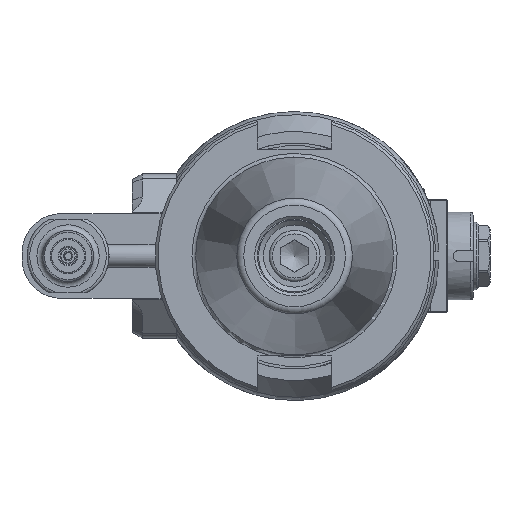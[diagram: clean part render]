
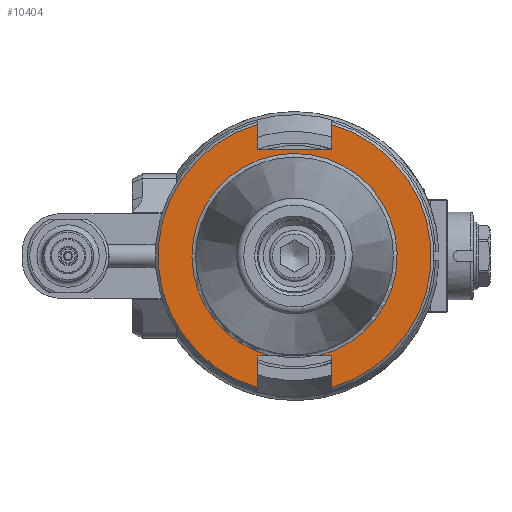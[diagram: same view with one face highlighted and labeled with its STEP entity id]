
A CAD part, left-side view. The second image highlights one B-rep face of the part: STEP entity #10404.
In plain terms, the highlighted planar face has unit normal (-1, 0, 0).
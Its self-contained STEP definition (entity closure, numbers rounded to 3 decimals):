
#531=PLANE('',#11254);
#1089=FACE_OUTER_BOUND('',#1750,.T.);
#1750=EDGE_LOOP('',(#8025,#8026,#8027,#8028,#8029,#8030,#8031,#8032,#8033,
#8034,#8035));
#2389=CIRCLE('',#11255,48.225);
#2390=CIRCLE('',#11256,48.225);
#2391=CIRCLE('',#11257,36.225);
#2392=CIRCLE('',#11258,36.225);
#3070=LINE('',#57565,#3813);
#3073=LINE('',#57583,#3816);
#3085=LINE('',#57628,#3828);
#3086=LINE('',#57633,#3829);
#3087=LINE('',#57636,#3830);
#3088=LINE('',#57640,#3831);
#3089=LINE('',#57642,#3832);
#3813=VECTOR('',#12979,8.734);
#3816=VECTOR('',#12994,11.147);
#3828=VECTOR('',#13040,25.908);
#3829=VECTOR('',#13045,4.846);
#3830=VECTOR('',#13048,8.734);
#3831=VECTOR('',#13051,11.147);
#3832=VECTOR('',#13052,4.846);
#4645=VERTEX_POINT('',#57562);
#4646=VERTEX_POINT('',#57564);
#4651=VERTEX_POINT('',#57580);
#4652=VERTEX_POINT('',#57582);
#4665=VERTEX_POINT('',#57626);
#4667=VERTEX_POINT('',#57632);
#4668=VERTEX_POINT('',#57635);
#4669=VERTEX_POINT('',#57637);
#4670=VERTEX_POINT('',#57639);
#4671=VERTEX_POINT('',#57641);
#4672=VERTEX_POINT('',#57643);
#5872=EDGE_CURVE('',#4645,#4646,#3070,.T.);
#5880=EDGE_CURVE('',#4651,#4652,#3073,.T.);
#5902=EDGE_CURVE('',#4645,#4665,#3085,.T.);
#5904=EDGE_CURVE('',#4667,#4652,#3086,.T.);
#5905=EDGE_CURVE('',#4651,#4646,#2389,.T.);
#5906=EDGE_CURVE('',#4668,#4665,#3087,.T.);
#5907=EDGE_CURVE('',#4668,#4669,#2390,.T.);
#5908=EDGE_CURVE('',#4670,#4669,#3088,.T.);
#5909=EDGE_CURVE('',#4670,#4671,#3089,.T.);
#5910=EDGE_CURVE('',#4671,#4672,#2391,.T.);
#5911=EDGE_CURVE('',#4672,#4667,#2392,.T.);
#8025=ORIENTED_EDGE('',*,*,#5904,.T.);
#8026=ORIENTED_EDGE('',*,*,#5880,.F.);
#8027=ORIENTED_EDGE('',*,*,#5905,.T.);
#8028=ORIENTED_EDGE('',*,*,#5872,.F.);
#8029=ORIENTED_EDGE('',*,*,#5902,.T.);
#8030=ORIENTED_EDGE('',*,*,#5906,.F.);
#8031=ORIENTED_EDGE('',*,*,#5907,.T.);
#8032=ORIENTED_EDGE('',*,*,#5908,.F.);
#8033=ORIENTED_EDGE('',*,*,#5909,.T.);
#8034=ORIENTED_EDGE('',*,*,#5910,.T.);
#8035=ORIENTED_EDGE('',*,*,#5911,.T.);
#10404=ADVANCED_FACE('',(#1089),#531,.F.);
#11254=AXIS2_PLACEMENT_3D('',#57631,#13043,#13044);
#11255=AXIS2_PLACEMENT_3D('',#57634,#13046,#13047);
#11256=AXIS2_PLACEMENT_3D('',#57638,#13049,#13050);
#11257=AXIS2_PLACEMENT_3D('',#57644,#13053,#13054);
#11258=AXIS2_PLACEMENT_3D('',#57645,#13055,#13056);
#12979=DIRECTION('',(0.,0.,1.));
#12994=DIRECTION('',(0.,0.,1.));
#13040=DIRECTION('',(0.,1.,0.));
#13043=DIRECTION('center_axis',(1.,0.,0.));
#13044=DIRECTION('ref_axis',(0.,-1.,0.));
#13045=DIRECTION('',(0.,-1.,0.));
#13046=DIRECTION('center_axis',(-1.,0.,0.));
#13047=DIRECTION('ref_axis',(0.,-0.269,-0.963));
#13048=DIRECTION('',(0.,0.,-1.));
#13049=DIRECTION('center_axis',(-1.,0.,0.));
#13050=DIRECTION('ref_axis',(0.,0.269,0.963));
#13051=DIRECTION('',(0.,0.,-1.));
#13052=DIRECTION('',(0.,-1.,0.));
#13053=DIRECTION('center_axis',(1.,0.,0.));
#13054=DIRECTION('ref_axis',(0.,-1.,0.));
#13055=DIRECTION('center_axis',(1.,0.,0.));
#13056=DIRECTION('ref_axis',(0.,-1.,0.));
#57562=CARTESIAN_POINT('',(-82.825,-12.954,37.719));
#57564=CARTESIAN_POINT('',(-82.825,-12.954,46.453));
#57565=CARTESIAN_POINT('',(-82.825,-12.954,37.719));
#57580=CARTESIAN_POINT('',(-82.825,-12.954,-46.453));
#57582=CARTESIAN_POINT('',(-82.825,-12.954,-35.306));
#57583=CARTESIAN_POINT('',(-82.825,-12.954,-46.453));
#57626=CARTESIAN_POINT('',(-82.825,12.954,37.719));
#57628=CARTESIAN_POINT('',(-82.825,-12.954,37.719));
#57631=CARTESIAN_POINT('Origin',(-82.825,-42.625,0.));
#57632=CARTESIAN_POINT('',(-82.825,-8.108,-35.306));
#57633=CARTESIAN_POINT('',(-82.825,-8.108,-35.306));
#57634=CARTESIAN_POINT('Origin',(-82.825,0.,0.));
#57635=CARTESIAN_POINT('',(-82.825,12.954,46.453));
#57636=CARTESIAN_POINT('',(-82.825,12.954,46.453));
#57637=CARTESIAN_POINT('',(-82.825,12.954,-46.453));
#57638=CARTESIAN_POINT('Origin',(-82.825,0.,0.));
#57639=CARTESIAN_POINT('',(-82.825,12.954,-35.306));
#57640=CARTESIAN_POINT('',(-82.825,12.954,-35.306));
#57641=CARTESIAN_POINT('',(-82.825,8.108,-35.306));
#57642=CARTESIAN_POINT('',(-82.825,12.954,-35.306));
#57643=CARTESIAN_POINT('',(-82.825,36.225,0.));
#57644=CARTESIAN_POINT('Origin',(-82.825,0.,0.));
#57645=CARTESIAN_POINT('Origin',(-82.825,0.,0.));
